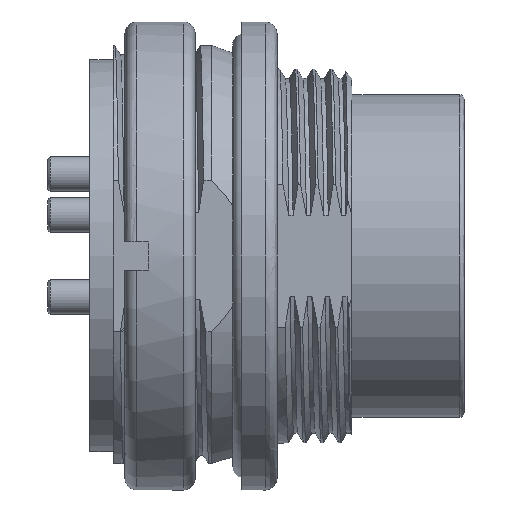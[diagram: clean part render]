
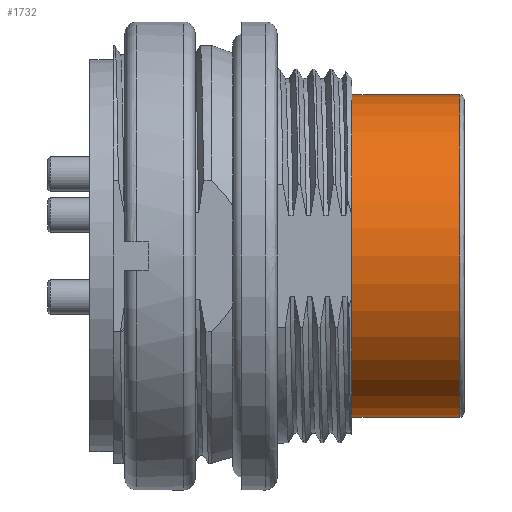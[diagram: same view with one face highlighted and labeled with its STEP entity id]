
A CAD part, front view. The second image highlights one B-rep face of the part: STEP entity #1732.
In plain terms, the highlighted cylindrical face has radius 6.9 mm (diameter 13.8 mm), a full revolution.
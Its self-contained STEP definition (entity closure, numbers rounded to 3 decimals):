
#1079=CYLINDRICAL_SURFACE('',#6728,6.9);
#1208=FACE_BOUND('',#2466,.T.);
#1209=FACE_BOUND('',#2467,.T.);
#1475=CIRCLE('',#6724,6.9);
#1477=CIRCLE('',#6727,6.9);
#1732=ADVANCED_FACE('',(#1208,#1209),#1079,.T.);
#2466=EDGE_LOOP('',(#3657));
#2467=EDGE_LOOP('',(#3658));
#3657=ORIENTED_EDGE('',*,*,#5633,.F.);
#3658=ORIENTED_EDGE('',*,*,#5635,.T.);
#4881=VERTEX_POINT('',#13635);
#4882=VERTEX_POINT('',#13639);
#5633=EDGE_CURVE('',#4881,#4881,#1475,.T.);
#5635=EDGE_CURVE('',#4882,#4882,#1477,.T.);
#6724=AXIS2_PLACEMENT_3D('',#13634,#7702,#7703);
#6727=AXIS2_PLACEMENT_3D('',#13638,#7708,#7709);
#6728=AXIS2_PLACEMENT_3D('',#13640,#7710,#7711);
#7702=DIRECTION('',(-1.,0.,0.));
#7703=DIRECTION('',(0.,-1.,0.));
#7708=DIRECTION('',(-1.,0.,0.));
#7709=DIRECTION('',(0.,-1.,0.));
#7710=DIRECTION('',(-1.,0.,0.));
#7711=DIRECTION('',(0.,-1.,0.));
#13634=CARTESIAN_POINT('',(11.2,0.,0.));
#13635=CARTESIAN_POINT('',(11.2,-6.9,0.));
#13638=CARTESIAN_POINT('',(15.8,0.,0.));
#13639=CARTESIAN_POINT('',(15.8,-6.9,0.));
#13640=CARTESIAN_POINT('',(16.,0.,0.));
